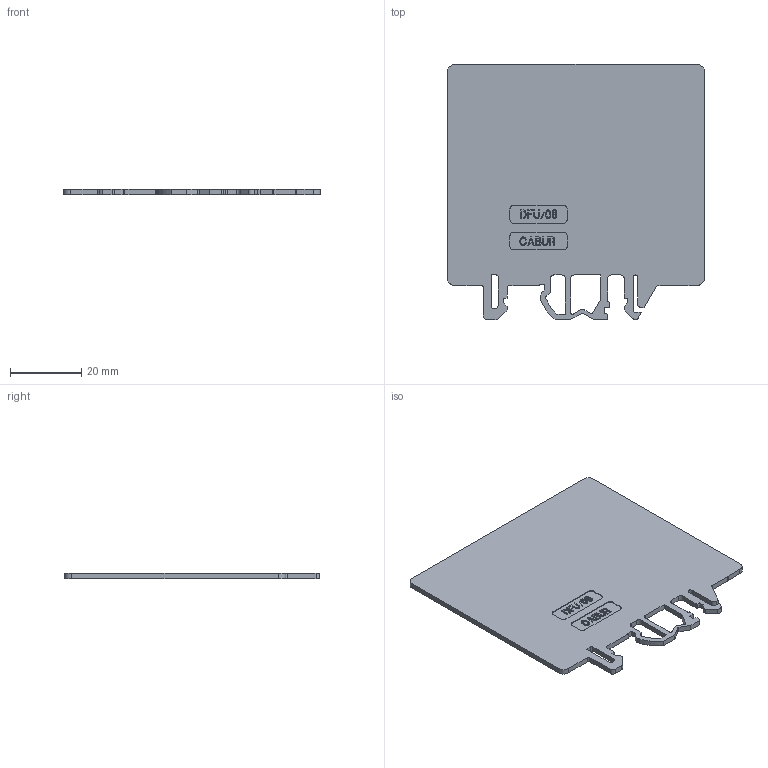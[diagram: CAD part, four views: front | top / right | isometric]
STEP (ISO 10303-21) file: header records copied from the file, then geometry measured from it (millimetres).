
FILE_DESCRIPTION(('OneSpaceDesigner STEP Export'),'2;1');
FILE_NAME('DFU-06.stp','2008-07-03T12:25:53',(''),(''),'OneSpace Designer STEP processor for AP214 (Solid Model)','OneSpace Modeling 15.50 10-Aug-2007 (C) CoCreate Software GmbH','');
FILE_SCHEMA(('AUTOMOTIVE_DESIGN { 1 0 10303 214 1 1 1 1 }'));
Length unit declared in the file: millimetre
Products named in the file (2): DFU-06
Assembly tree (1 placements, depth 2):
  DFU-06
    DFU-06
Bounding box: 72 x 71.5 x 1.5 mm (x, y, z)
Volume: 6806.2 mm3; surface area: 9804.9 mm2
Topology: 1 solids, 1 shells, 541 faces, 1557 edges, 1038 vertices
Faces by surface type: plane 500, cylinder 41
Entity records: 17425 total; most frequent: CARTESIAN_POINT 3125, ORIENTED_EDGE 3114, DIRECTION 2699, EDGE_CURVE 1557, VECTOR 1475, LINE 1475, VERTEX_POINT 1038, AXIS2_PLACEMENT_3D 612
